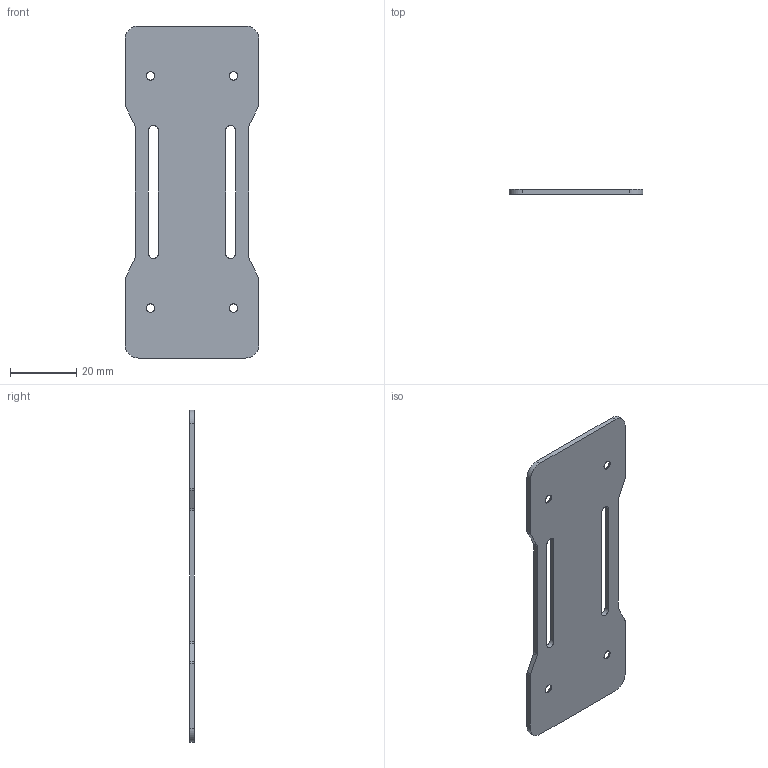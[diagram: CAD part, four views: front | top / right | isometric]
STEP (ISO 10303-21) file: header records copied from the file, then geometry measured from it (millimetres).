
FILE_DESCRIPTION((''),'2;1');
FILE_NAME('BAN-BATTY','2020-11-30T16:54:48',('QGLing'),(''),'CREO PARAMETRIC BY PTC INC, 2016510','CREO PARAMETRIC BY PTC INC, 2016510','');
FILE_SCHEMA(('CONFIG_CONTROL_DESIGN'));
Length unit declared in the file: millimetre
Products named in the file (1): BAN-BATTY
Bounding box: 40.3 x 1.5 x 100 mm (x, y, z)
Volume: 5187.5 mm3; surface area: 7663.7 mm2
Topology: 1 solids, 1 shells, 50 faces, 136 edges, 88 vertices
Faces by surface type: cylinder 24, plane 18, cone 8
Entity records: 1654 total; most frequent: DIRECTION 292, CARTESIAN_POINT 274, ORIENTED_EDGE 272, EDGE_CURVE 136, AXIS2_PLACEMENT_3D 106, VERTEX_POINT 88, VECTOR 80, LINE 80
